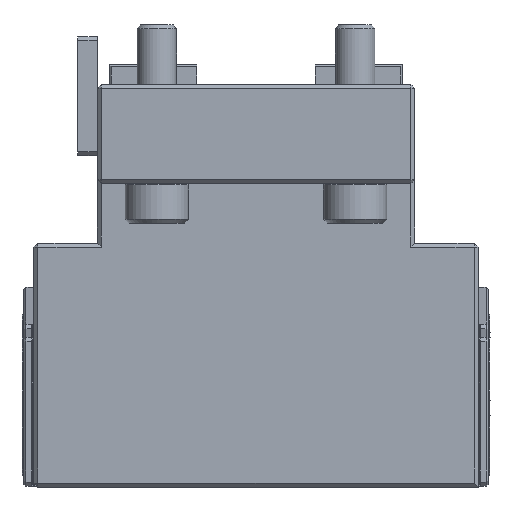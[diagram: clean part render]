
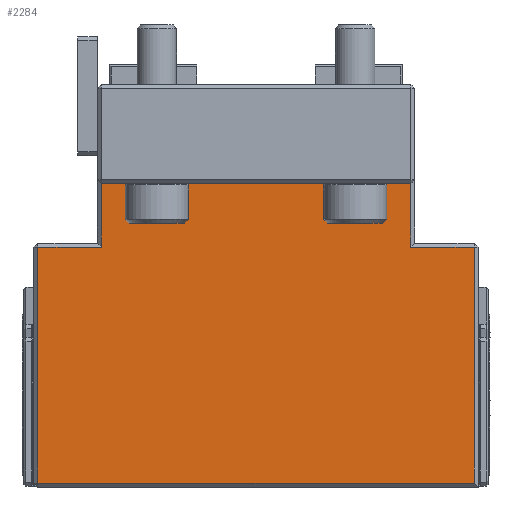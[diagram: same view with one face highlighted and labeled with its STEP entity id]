
A CAD part, front view. The second image highlights one B-rep face of the part: STEP entity #2284.
In plain terms, the highlighted planar face has unit normal (0, -1, 0).
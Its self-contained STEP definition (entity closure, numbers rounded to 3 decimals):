
#168=LINE('',#12651,#1008);
#234=LINE('',#12795,#1074);
#293=LINE('',#12911,#1133);
#309=LINE('',#12946,#1149);
#310=LINE('',#12948,#1150);
#311=LINE('',#12950,#1151);
#312=LINE('',#12951,#1152);
#313=LINE('',#12952,#1153);
#1008=VECTOR('',#9396,1.);
#1074=VECTOR('',#9508,1.);
#1133=VECTOR('',#9611,1.);
#1149=VECTOR('',#9641,1.);
#1150=VECTOR('',#9644,1.);
#1151=VECTOR('',#9645,1.);
#1152=VECTOR('',#9646,1.);
#1153=VECTOR('',#9647,1.);
#2284=ADVANCED_FACE('',(#3058),#2719,.F.);
#2719=PLANE('',#8641);
#3058=FACE_OUTER_BOUND('',#3484,.T.);
#3484=EDGE_LOOP('',(#4316,#4317,#4318,#4319,#4320,#4321,#4322,#4323));
#4316=ORIENTED_EDGE('',*,*,#7339,.F.);
#4317=ORIENTED_EDGE('',*,*,#7340,.T.);
#4318=ORIENTED_EDGE('',*,*,#7341,.T.);
#4319=ORIENTED_EDGE('',*,*,#7342,.T.);
#4320=ORIENTED_EDGE('',*,*,#7321,.T.);
#4321=ORIENTED_EDGE('',*,*,#7343,.T.);
#4322=ORIENTED_EDGE('',*,*,#7194,.T.);
#4323=ORIENTED_EDGE('',*,*,#7261,.T.);
#6399=VERTEX_POINT('',#12650);
#6400=VERTEX_POINT('',#12652);
#6413=VERTEX_POINT('',#12686);
#6416=VERTEX_POINT('',#12693);
#6454=VERTEX_POINT('',#12794);
#6489=VERTEX_POINT('',#12910);
#6501=VERTEX_POINT('',#12945);
#6502=VERTEX_POINT('',#12949);
#7194=EDGE_CURVE('',#6400,#6399,#168,.T.);
#7261=EDGE_CURVE('',#6399,#6454,#234,.T.);
#7321=EDGE_CURVE('',#6416,#6489,#293,.T.);
#7339=EDGE_CURVE('',#6501,#6454,#309,.T.);
#7340=EDGE_CURVE('',#6501,#6502,#310,.T.);
#7341=EDGE_CURVE('',#6502,#6413,#311,.T.);
#7342=EDGE_CURVE('',#6413,#6416,#312,.T.);
#7343=EDGE_CURVE('',#6489,#6400,#313,.T.);
#8641=AXIS2_PLACEMENT_3D('',#12953,#9648,#9649);
#9396=DIRECTION('',(-1.,0.,0.));
#9508=DIRECTION('',(0.,0.,1.));
#9611=DIRECTION('',(1.,0.,0.));
#9641=DIRECTION('',(1.,0.,0.));
#9644=DIRECTION('',(0.,0.,-1.));
#9645=DIRECTION('',(-1.,0.,0.));
#9646=DIRECTION('',(0.,0.,-1.));
#9647=DIRECTION('',(0.,0.,1.));
#9648=DIRECTION('',(0.,1.,0.));
#9649=DIRECTION('',(0.,0.,1.));
#12650=CARTESIAN_POINT('',(79.,-20.5,-41.));
#12651=CARTESIAN_POINT('',(80.,-20.5,-41.));
#12652=CARTESIAN_POINT('',(95.,-20.5,-41.));
#12686=CARTESIAN_POINT('',(-15.,-20.5,-41.));
#12693=CARTESIAN_POINT('',(-15.,-20.5,-100.5));
#12794=CARTESIAN_POINT('',(79.,-20.5,-25.));
#12795=CARTESIAN_POINT('',(79.,-20.5,-101.5));
#12910=CARTESIAN_POINT('',(95.,-20.5,-100.5));
#12911=CARTESIAN_POINT('',(96.,-20.5,-100.5));
#12945=CARTESIAN_POINT('',(1.,-20.5,-25.));
#12946=CARTESIAN_POINT('',(-128.275,-20.5,-25.));
#12948=CARTESIAN_POINT('',(1.,-20.5,-101.5));
#12949=CARTESIAN_POINT('',(1.,-20.5,-41.));
#12950=CARTESIAN_POINT('',(-16.,-20.5,-41.));
#12951=CARTESIAN_POINT('',(-15.,-20.5,-101.5));
#12952=CARTESIAN_POINT('',(95.,-20.5,-40.));
#12953=CARTESIAN_POINT('',(78.,-20.5,-56.));
